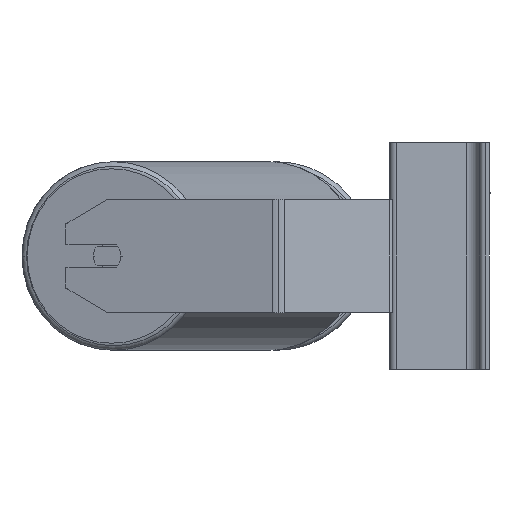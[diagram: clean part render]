
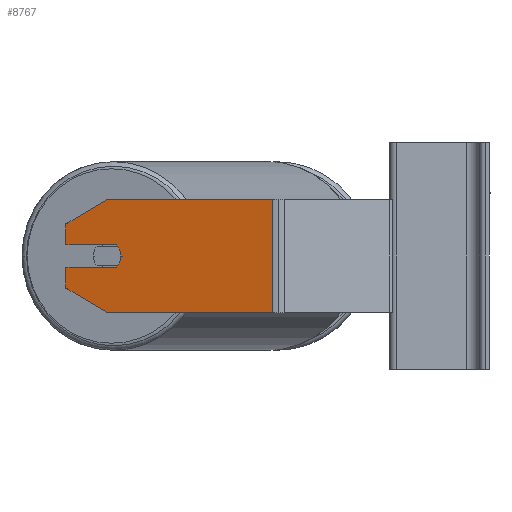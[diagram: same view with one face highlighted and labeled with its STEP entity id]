
A CAD part, left-side view. The second image highlights one B-rep face of the part: STEP entity #8767.
In plain terms, the highlighted planar face has unit normal (-0.966, 0.259, 0).
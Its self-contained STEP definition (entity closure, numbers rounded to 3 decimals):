
#70 = VERTEX_POINT ( 'NONE', #7019 ) ;
#85 = VECTOR ( 'NONE', #4339, 1000. ) ;
#119 = CARTESIAN_POINT ( 'NONE',  ( -669.16, 246.34, -40. ) ) ;
#132 = EDGE_CURVE ( 'NONE', #70, #5714, #5680, .T. ) ;
#206 = EDGE_CURVE ( 'NONE', #5659, #8656, #7881, .T. ) ;
#287 = EDGE_CURVE ( 'NONE', #6482, #10282, #4169, .T. ) ;
#478 = PLANE ( 'NONE',  #8002 ) ;
#536 = DIRECTION ( 'NONE',  ( 0., 0., -1. ) ) ;
#640 = LINE ( 'NONE', #5482, #1127 ) ;
#660 = LINE ( 'NONE', #3138, #5264 ) ;
#823 = EDGE_LOOP ( 'NONE', ( #4577, #3508, #9464, #8435, #5153, #10175, #6031, #5981, #3678, #8105, #7887 ) ) ;
#880 = AXIS2_PLACEMENT_3D ( 'NONE', #2737, #5205, #4398 ) ;
#1127 = VECTOR ( 'NONE', #536, 1000. ) ;
#1157 = CARTESIAN_POINT ( 'NONE',  ( -669.16, 246.34, 22.679 ) ) ;
#1203 = CARTESIAN_POINT ( 'NONE',  ( -708.134, 100.888, -40. ) ) ;
#1315 = LINE ( 'NONE', #3090, #10239 ) ;
#1756 = CARTESIAN_POINT ( 'NONE',  ( -669.16, 246.34, 22.679 ) ) ;
#1765 = DIRECTION ( 'NONE',  ( -0.259, -0.966, 0. ) ) ;
#2036 = DIRECTION ( 'NONE',  ( 0.259, 0.966, 0. ) ) ;
#2091 = VECTOR ( 'NONE', #2350, 1000. ) ;
#2128 = VECTOR ( 'NONE', #5271, 1000. ) ;
#2178 = CARTESIAN_POINT ( 'NONE',  ( -669.16, 246.34, -8. ) ) ;
#2350 = DIRECTION ( 'NONE',  ( -0.224, -0.837, -0.5 ) ) ;
#2403 = DIRECTION ( 'NONE',  ( -0.966, 0.259, 0. ) ) ;
#2409 = EDGE_CURVE ( 'NONE', #8656, #6077, #4348, .T. ) ;
#2684 = CARTESIAN_POINT ( 'NONE',  ( -676.925, 217.362, -40. ) ) ;
#2737 = CARTESIAN_POINT ( 'NONE',  ( -676.925, 217.362, 0. ) ) ;
#2962 = VECTOR ( 'NONE', #4284, 1000. ) ;
#3036 = EDGE_CURVE ( 'NONE', #6482, #6102, #10067, .T. ) ;
#3090 = CARTESIAN_POINT ( 'NONE',  ( -669.16, 246.34, 40. ) ) ;
#3138 = CARTESIAN_POINT ( 'NONE',  ( -669.16, 246.34, 40. ) ) ;
#3404 = CARTESIAN_POINT ( 'NONE',  ( -676.925, 217.362, 40. ) ) ;
#3508 = ORIENTED_EDGE ( 'NONE', *, *, #206, .T. ) ;
#3678 = ORIENTED_EDGE ( 'NONE', *, *, #5859, .F. ) ;
#4079 = DIRECTION ( 'NONE',  ( 0.259, 0.966, 0. ) ) ;
#4169 = LINE ( 'NONE', #8314, #2962 ) ;
#4223 = EDGE_CURVE ( 'NONE', #8337, #8384, #6476, .T. ) ;
#4284 = DIRECTION ( 'NONE',  ( -0.259, -0.966, 0. ) ) ;
#4339 = DIRECTION ( 'NONE',  ( 0.224, 0.837, -0.5 ) ) ;
#4348 = LINE ( 'NONE', #119, #2128 ) ;
#4398 = DIRECTION ( 'NONE',  ( -0.259, -0.966, 0. ) ) ;
#4399 = DIRECTION ( 'NONE',  ( 0.966, -0.259, 0. ) ) ;
#4577 = ORIENTED_EDGE ( 'NONE', *, *, #9285, .T. ) ;
#4771 = CARTESIAN_POINT ( 'NONE',  ( -676.925, 217.362, -40. ) ) ;
#5143 = VECTOR ( 'NONE', #1765, 1000. ) ;
#5153 = ORIENTED_EDGE ( 'NONE', *, *, #287, .F. ) ;
#5205 = DIRECTION ( 'NONE',  ( -0.966, 0.259, 0. ) ) ;
#5264 = VECTOR ( 'NONE', #9717, 1000. ) ;
#5271 = DIRECTION ( 'NONE',  ( -0.259, -0.966, 0. ) ) ;
#5337 = EDGE_CURVE ( 'NONE', #10282, #6077, #640, .T. ) ;
#5471 = CARTESIAN_POINT ( 'NONE',  ( -679.513, 207.703, 0. ) ) ;
#5482 = CARTESIAN_POINT ( 'NONE',  ( -708.134, 100.888, 40. ) ) ;
#5595 = CIRCLE ( 'NONE', #8534, 10. ) ;
#5659 = VERTEX_POINT ( 'NONE', #5852 ) ;
#5680 = CIRCLE ( 'NONE', #880, 10. ) ;
#5714 = VERTEX_POINT ( 'NONE', #5471 ) ;
#5737 = VECTOR ( 'NONE', #4079, 1000. ) ;
#5813 = CARTESIAN_POINT ( 'NONE',  ( -669.16, 246.34, -8. ) ) ;
#5852 = CARTESIAN_POINT ( 'NONE',  ( -669.16, 246.34, -22.679 ) ) ;
#5859 = EDGE_CURVE ( 'NONE', #5714, #8337, #5595, .T. ) ;
#5981 = ORIENTED_EDGE ( 'NONE', *, *, #4223, .F. ) ;
#6031 = ORIENTED_EDGE ( 'NONE', *, *, #9329, .T. ) ;
#6077 = VERTEX_POINT ( 'NONE', #1203 ) ;
#6102 = VERTEX_POINT ( 'NONE', #1157 ) ;
#6119 = VERTEX_POINT ( 'NONE', #2178 ) ;
#6206 = CARTESIAN_POINT ( 'NONE',  ( -669.16, 246.34, 40. ) ) ;
#6476 = LINE ( 'NONE', #9801, #5737 ) ;
#6482 = VERTEX_POINT ( 'NONE', #3404 ) ;
#6571 = CARTESIAN_POINT ( 'NONE',  ( -676.925, 217.362, 0. ) ) ;
#7019 = CARTESIAN_POINT ( 'NONE',  ( -678.478, 211.566, -8. ) ) ;
#7531 = CARTESIAN_POINT ( 'NONE',  ( -678.478, 211.566, 8. ) ) ;
#7881 = LINE ( 'NONE', #4771, #2091 ) ;
#7887 = ORIENTED_EDGE ( 'NONE', *, *, #8299, .F. ) ;
#8002 = AXIS2_PLACEMENT_3D ( 'NONE', #6206, #4399, #2036 ) ;
#8049 = DIRECTION ( 'NONE',  ( -0.259, -0.966, 0. ) ) ;
#8105 = ORIENTED_EDGE ( 'NONE', *, *, #132, .F. ) ;
#8299 = EDGE_CURVE ( 'NONE', #6119, #70, #9104, .T. ) ;
#8314 = CARTESIAN_POINT ( 'NONE',  ( -669.16, 246.34, 40. ) ) ;
#8337 = VERTEX_POINT ( 'NONE', #7531 ) ;
#8384 = VERTEX_POINT ( 'NONE', #8754 ) ;
#8435 = ORIENTED_EDGE ( 'NONE', *, *, #5337, .F. ) ;
#8534 = AXIS2_PLACEMENT_3D ( 'NONE', #6571, #2403, #8049 ) ;
#8656 = VERTEX_POINT ( 'NONE', #2684 ) ;
#8754 = CARTESIAN_POINT ( 'NONE',  ( -669.16, 246.34, 8. ) ) ;
#8767 = ADVANCED_FACE ( 'NONE', ( #9419 ), #478, .F. ) ;
#9104 = LINE ( 'NONE', #5813, #5143 ) ;
#9285 = EDGE_CURVE ( 'NONE', #6119, #5659, #1315, .T. ) ;
#9329 = EDGE_CURVE ( 'NONE', #6102, #8384, #660, .T. ) ;
#9419 = FACE_OUTER_BOUND ( 'NONE', #823, .T. ) ;
#9464 = ORIENTED_EDGE ( 'NONE', *, *, #2409, .T. ) ;
#9717 = DIRECTION ( 'NONE',  ( 0., 0., -1. ) ) ;
#9801 = CARTESIAN_POINT ( 'NONE',  ( -669.16, 246.34, 8. ) ) ;
#10067 = LINE ( 'NONE', #1756, #85 ) ;
#10117 = CARTESIAN_POINT ( 'NONE',  ( -708.134, 100.888, 40. ) ) ;
#10175 = ORIENTED_EDGE ( 'NONE', *, *, #3036, .T. ) ;
#10239 = VECTOR ( 'NONE', #10363, 1000. ) ;
#10282 = VERTEX_POINT ( 'NONE', #10117 ) ;
#10363 = DIRECTION ( 'NONE',  ( 0., 0., -1. ) ) ;
